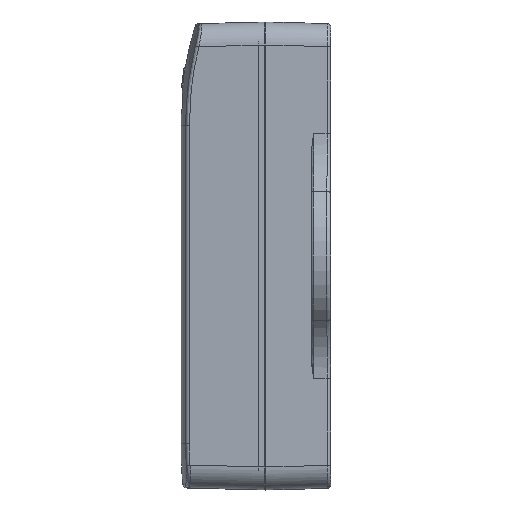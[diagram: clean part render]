
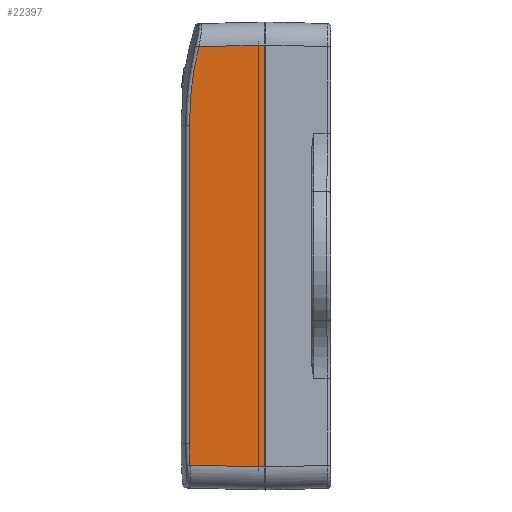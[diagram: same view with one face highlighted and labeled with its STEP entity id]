
A CAD part, left-side view. The second image highlights one B-rep face of the part: STEP entity #22397.
In plain terms, the highlighted planar face has unit normal (-1, 0.026, 0).
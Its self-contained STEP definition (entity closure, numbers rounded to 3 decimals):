
#561=DIRECTION('',(0.,0.,-1.));
#562=VECTOR('',#561,83.);
#563=CARTESIAN_POINT('',(-109.49,19.973,34.));
#564=LINE('',#563,#562);
#570=CARTESIAN_POINT('',(-109.49,19.973,34.));
#571=CARTESIAN_POINT('',(-109.49,19.973,40.921));
#572=CARTESIAN_POINT('',(-109.511,19.172,47.848));
#573=CARTESIAN_POINT('',(-109.555,17.486,54.557));
#575=DIRECTION('',(-0.026,-0.999,0.026));
#576=VECTOR('',#575,16.998);
#577=CARTESIAN_POINT('',(-109.555,17.486,54.557));
#578=LINE('',#577,#576);
#579=DIRECTION('',(0.,0.,-1.));
#580=VECTOR('',#579,110.004);
#581=CARTESIAN_POINT('',(-110.,0.5,55.002));
#582=LINE('',#581,#580);
#583=DIRECTION('',(0.026,0.999,0.026));
#584=VECTOR('',#583,19.317);
#585=CARTESIAN_POINT('',(-110.,0.5,
-55.002));
#586=LINE('',#585,#584);
#587=CARTESIAN_POINT('',(-111.815,-68.876,
-49.008));
#588=DIRECTION('',(1.,-0.026,0.));
#589=DIRECTION('',(0.026,0.998,-0.062));
#590=AXIS2_PLACEMENT_3D('',#587,#588,#589);
#18124=VERTEX_POINT('',#570);
#18125=VERTEX_POINT('',#573);
#18126=CARTESIAN_POINT('',(-110.,0.5,
55.002));
#18127=VERTEX_POINT('',#18126);
#18128=CARTESIAN_POINT('',(-110.,0.5,
-55.002));
#18129=VERTEX_POINT('',#18128);
#18130=CARTESIAN_POINT('',(-109.495,19.804,
-54.497));
#18131=VERTEX_POINT('',#18130);
#18132=CARTESIAN_POINT('',(-109.49,19.973,
-49.));
#18133=VERTEX_POINT('',#18132);
#22380=CARTESIAN_POINT('',(-109.745,10.237,
0.));
#22381=DIRECTION('',(1.,-0.026,0.));
#22382=DIRECTION('',(0.,0.,-1.));
#22383=AXIS2_PLACEMENT_3D('',#22380,#22381,#22382);
#22384=PLANE('',#22383);
#22385=ORIENTED_EDGE('',*,*,#22370,.F.);
#22387=ORIENTED_EDGE('',*,*,#22386,.T.);
#22389=ORIENTED_EDGE('',*,*,#22388,.T.);
#22390=ORIENTED_EDGE('',*,*,#21496,.T.);
#22392=ORIENTED_EDGE('',*,*,#22391,.T.);
#22394=ORIENTED_EDGE('',*,*,#22393,.T.);
#22395=EDGE_LOOP('',(#22385,#22387,#22389,#22390,#22392,#22394));
#22396=FACE_OUTER_BOUND('',#22395,.F.);
#22397=ADVANCED_FACE('',(#22396),#22384,.F.);
#574=B_SPLINE_CURVE_WITH_KNOTS('',3,(#570,#571,#572,#573),.UNSPECIFIED.,.F.,.F.,
(4,4),(0.,1.),.UNSPECIFIED.);
#591=CIRCLE('',#590,88.879);
#21496=EDGE_CURVE('',#18127,#18129,#582,.T.);
#22370=EDGE_CURVE('',#18124,#18133,#564,.T.);
#22386=EDGE_CURVE('',#18124,#18125,#574,.T.);
#22388=EDGE_CURVE('',#18125,#18127,#578,.T.);
#22391=EDGE_CURVE('',#18129,#18131,#586,.T.);
#22393=EDGE_CURVE('',#18131,#18133,#591,.T.);
